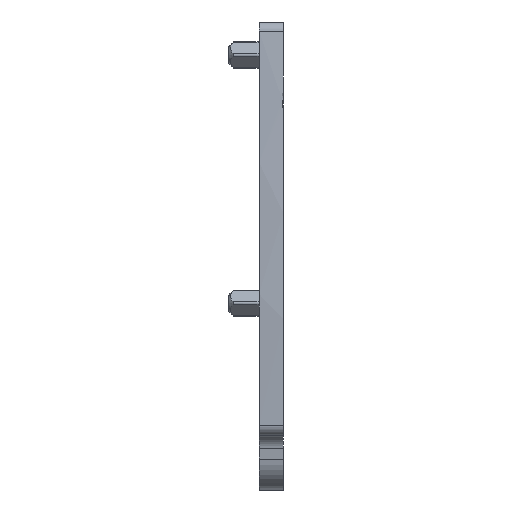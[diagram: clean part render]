
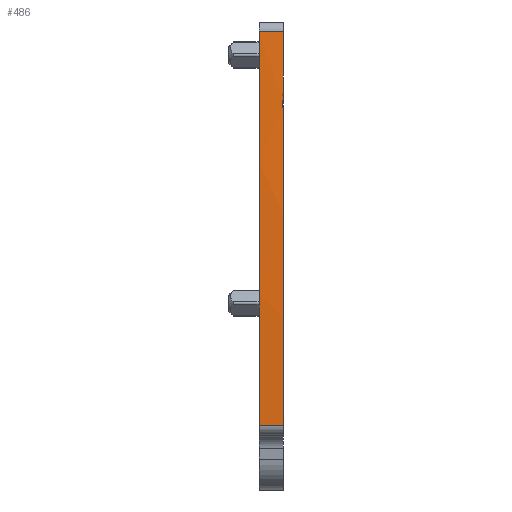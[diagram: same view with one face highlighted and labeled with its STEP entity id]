
A CAD part, front view. The second image highlights one B-rep face of the part: STEP entity #486.
In plain terms, the highlighted cylindrical face has radius 240 mm (diameter 480 mm), a partial arc.
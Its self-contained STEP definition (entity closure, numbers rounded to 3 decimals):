
#119=AXIS2_PLACEMENT_3D('Circle Axis2P3D',#117,#118,$) ;
#434=AXIS2_PLACEMENT_3D('Cylinder Axis2P3D',#431,#432,#433) ;
#438=AXIS2_PLACEMENT_3D('Circle Axis2P3D',#436,#437,$) ;
#452=AXIS2_PLACEMENT_3D('Circle Axis2P3D',#450,#451,$) ;
#466=AXIS2_PLACEMENT_3D('Circle Axis2P3D',#464,#465,$) ;
#43=CARTESIAN_POINT('Vertex',(5.4,1.385,45.192)) ;
#57=CARTESIAN_POINT('Vertex',(3.,1.385,45.192)) ;
#60=CARTESIAN_POINT('Line Origine',(4.2,1.385,45.192)) ;
#117=CARTESIAN_POINT('Axis2P3D Location',(3.,240.,19.45)) ;
#121=CARTESIAN_POINT('Vertex',(3.,0.358,6.345)) ;
#431=CARTESIAN_POINT('Axis2P3D Location',(4.2,240.,19.45)) ;
#436=CARTESIAN_POINT('Axis2P3D Location',(5.4,240.,19.45)) ;
#440=CARTESIAN_POINT('Vertex',(5.4,0.749,38.4)) ;
#443=CARTESIAN_POINT('Line Origine',(4.2,0.358,6.345)) ;
#447=CARTESIAN_POINT('Vertex',(5.4,0.358,6.345)) ;
#450=CARTESIAN_POINT('Axis2P3D Location',(5.4,240.,19.45)) ;
#454=CARTESIAN_POINT('Vertex',(5.4,0.695,37.7)) ;
#457=CARTESIAN_POINT('Line Origine',(4.2,0.695,37.7)) ;
#461=CARTESIAN_POINT('Vertex',(5.3,0.695,37.7)) ;
#464=CARTESIAN_POINT('Axis2P3D Location',(5.3,240.,19.45)) ;
#468=CARTESIAN_POINT('Vertex',(5.3,0.749,38.4)) ;
#471=CARTESIAN_POINT('Line Origine',(4.2,0.749,38.4)) ;
#61=DIRECTION('Vector Direction',(1.,0.,0.)) ;
#118=DIRECTION('Axis2P3D Direction',(1.,0.,0.)) ;
#432=DIRECTION('Axis2P3D Direction',(1.,0.,0.)) ;
#433=DIRECTION('Axis2P3D XDirection',(0.,-0.994,0.107)) ;
#437=DIRECTION('Axis2P3D Direction',(1.,0.,0.)) ;
#444=DIRECTION('Vector Direction',(1.,0.,0.)) ;
#451=DIRECTION('Axis2P3D Direction',(1.,0.,0.)) ;
#458=DIRECTION('Vector Direction',(1.,0.,0.)) ;
#465=DIRECTION('Axis2P3D Direction',(1.,0.,0.)) ;
#472=DIRECTION('Vector Direction',(1.,0.,0.)) ;
#62=VECTOR('Line Direction',#61,1.) ;
#445=VECTOR('Line Direction',#444,1.) ;
#459=VECTOR('Line Direction',#458,1.) ;
#473=VECTOR('Line Direction',#472,1.) ;
#477=ORIENTED_EDGE('',*,*,#442,.F.) ;
#478=ORIENTED_EDGE('',*,*,#64,.F.) ;
#479=ORIENTED_EDGE('',*,*,#123,.T.) ;
#480=ORIENTED_EDGE('',*,*,#449,.T.) ;
#481=ORIENTED_EDGE('',*,*,#456,.F.) ;
#482=ORIENTED_EDGE('',*,*,#463,.F.) ;
#483=ORIENTED_EDGE('',*,*,#470,.F.) ;
#484=ORIENTED_EDGE('',*,*,#475,.T.) ;
#486=ADVANCED_FACE('AEP_AP22',(#485),#435,.T.) ;
#120=CIRCLE('generated circle',#119,240.) ;
#439=CIRCLE('generated circle',#438,240.) ;
#453=CIRCLE('generated circle',#452,240.) ;
#467=CIRCLE('generated circle',#466,240.) ;
#435=CYLINDRICAL_SURFACE('generated cylinder',#434,240.) ;
#64=EDGE_CURVE('',#58,#44,#63,.T.) ;
#123=EDGE_CURVE('',#58,#122,#120,.T.) ;
#442=EDGE_CURVE('',#44,#441,#439,.T.) ;
#449=EDGE_CURVE('',#122,#448,#446,.T.) ;
#456=EDGE_CURVE('',#455,#448,#453,.T.) ;
#463=EDGE_CURVE('',#462,#455,#460,.T.) ;
#470=EDGE_CURVE('',#469,#462,#467,.T.) ;
#475=EDGE_CURVE('',#469,#441,#474,.T.) ;
#476=EDGE_LOOP('',(#477,#478,#479,#480,#481,#482,#483,#484)) ;
#485=FACE_OUTER_BOUND('',#476,.T.) ;
#63=LINE('Line',#60,#62) ;
#446=LINE('Line',#443,#445) ;
#460=LINE('Line',#457,#459) ;
#474=LINE('Line',#471,#473) ;
#44=VERTEX_POINT('',#43) ;
#58=VERTEX_POINT('',#57) ;
#122=VERTEX_POINT('',#121) ;
#441=VERTEX_POINT('',#440) ;
#448=VERTEX_POINT('',#447) ;
#455=VERTEX_POINT('',#454) ;
#462=VERTEX_POINT('',#461) ;
#469=VERTEX_POINT('',#468) ;
